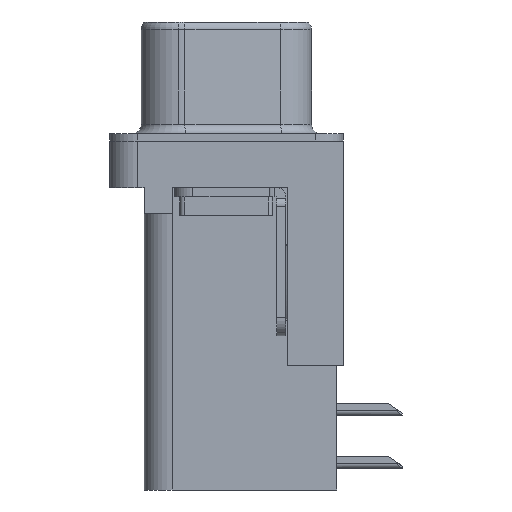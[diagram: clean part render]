
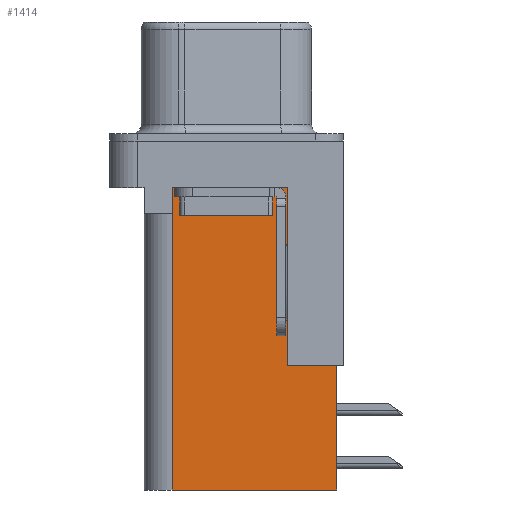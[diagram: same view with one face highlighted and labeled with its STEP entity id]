
A CAD part, left-side view. The second image highlights one B-rep face of the part: STEP entity #1414.
In plain terms, the highlighted planar face has unit normal (-1, 0, 0).
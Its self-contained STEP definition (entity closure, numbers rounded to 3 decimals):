
#372 = LINE ( 'NONE', #17706, #7746 ) ;
#474 = ORIENTED_EDGE ( 'NONE', *, *, #4055, .T. ) ;
#556 = DIRECTION ( 'NONE',  ( 1., 0., 0. ) ) ;
#1212 = LINE ( 'NONE', #17776, #12245 ) ;
#1378 = DIRECTION ( 'NONE',  ( 0., 0., 1. ) ) ;
#1414 = ADVANCED_FACE ( 'NONE', ( #17982 ), #18203, .F. ) ;
#1620 = VERTEX_POINT ( 'NONE', #7455 ) ;
#1733 = ORIENTED_EDGE ( 'NONE', *, *, #3882, .F. ) ;
#1764 = DIRECTION ( 'NONE',  ( 0., 0., -1. ) ) ;
#1778 = CARTESIAN_POINT ( 'NONE',  ( 3.79, 2.895, -3.9 ) ) ;
#1935 = EDGE_CURVE ( 'NONE', #1973, #15588, #1212, .T. ) ;
#1960 = EDGE_CURVE ( 'NONE', #15588, #1620, #8550, .T. ) ;
#1973 = VERTEX_POINT ( 'NONE', #13792 ) ;
#1983 = LINE ( 'NONE', #12738, #8401 ) ;
#2269 = ORIENTED_EDGE ( 'NONE', *, *, #4033, .F. ) ;
#2450 = EDGE_CURVE ( 'NONE', #1620, #6655, #10074, .T. ) ;
#2752 = VERTEX_POINT ( 'NONE', #12055 ) ;
#2755 = DIRECTION ( 'NONE',  ( 0., 1., 0. ) ) ;
#3429 = CARTESIAN_POINT ( 'NONE',  ( 3.79, 2.925, -18.76 ) ) ;
#3829 = DIRECTION ( 'NONE',  ( 0., 0., 1. ) ) ;
#3882 = EDGE_CURVE ( 'NONE', #6019, #6655, #372, .T. ) ;
#4030 = EDGE_CURVE ( 'NONE', #2752, #6019, #5066, .T. ) ;
#4033 = EDGE_CURVE ( 'NONE', #7153, #2752, #1983, .T. ) ;
#4055 = EDGE_CURVE ( 'NONE', #7153, #11835, #14840, .T. ) ;
#4063 = EDGE_CURVE ( 'NONE', #11835, #1973, #7504, .T. ) ;
#4586 = VECTOR ( 'NONE', #2755, 1000. ) ;
#4944 = DIRECTION ( 'NONE',  ( 0., 1., 0. ) ) ;
#5066 = LINE ( 'NONE', #7138, #4586 ) ;
#5216 = VECTOR ( 'NONE', #1764, 1000. ) ;
#6019 = VERTEX_POINT ( 'NONE', #3429 ) ;
#6655 = VERTEX_POINT ( 'NONE', #10964 ) ;
#6780 = DIRECTION ( 'NONE',  ( 0., 1., 0. ) ) ;
#7138 = CARTESIAN_POINT ( 'NONE',  ( 3.79, -3.295, -18.76 ) ) ;
#7153 = VERTEX_POINT ( 'NONE', #13143 ) ;
#7455 = CARTESIAN_POINT ( 'NONE',  ( 3.79, 2.895, -3.9 ) ) ;
#7504 = LINE ( 'NONE', #18233, #14409 ) ;
#7746 = VECTOR ( 'NONE', #3829, 1000. ) ;
#8401 = VECTOR ( 'NONE', #14087, 1000. ) ;
#8550 = LINE ( 'NONE', #1778, #5216 ) ;
#8957 = ORIENTED_EDGE ( 'NONE', *, *, #1960, .T. ) ;
#9018 = CARTESIAN_POINT ( 'NONE',  ( 3.79, -3.295, -18.76 ) ) ;
#9258 = ORIENTED_EDGE ( 'NONE', *, *, #4063, .T. ) ;
#9618 = CARTESIAN_POINT ( 'NONE',  ( 3.79, 2.895, -2.5 ) ) ;
#10074 = LINE ( 'NONE', #11601, #16857 ) ;
#10125 = EDGE_LOOP ( 'NONE', ( #18269, #8957, #15496, #1733, #15622, #2269, #474, #9258 ) ) ;
#10964 = CARTESIAN_POINT ( 'NONE',  ( 3.79, 2.925, -3.9 ) ) ;
#11601 = CARTESIAN_POINT ( 'NONE',  ( 3.79, 0., -3.9 ) ) ;
#11835 = VERTEX_POINT ( 'NONE', #12860 ) ;
#12055 = CARTESIAN_POINT ( 'NONE',  ( 3.79, -5.925, -18.76 ) ) ;
#12106 = VECTOR ( 'NONE', #18119, 1000. ) ;
#12210 = AXIS2_PLACEMENT_3D ( 'NONE', #9018, #556, #6780 ) ;
#12245 = VECTOR ( 'NONE', #13999, 1000. ) ;
#12738 = CARTESIAN_POINT ( 'NONE',  ( 3.79, -5.925, -2. ) ) ;
#12797 = CARTESIAN_POINT ( 'NONE',  ( 3.79, -6.295, -12.05 ) ) ;
#12860 = CARTESIAN_POINT ( 'NONE',  ( 3.79, -3.295, -12.05 ) ) ;
#13143 = CARTESIAN_POINT ( 'NONE',  ( 3.79, -5.925, -12.05 ) ) ;
#13792 = CARTESIAN_POINT ( 'NONE',  ( 3.79, -3.295, -2.5 ) ) ;
#13999 = DIRECTION ( 'NONE',  ( 0., 1., 0. ) ) ;
#14087 = DIRECTION ( 'NONE',  ( 0., 0., -1. ) ) ;
#14409 = VECTOR ( 'NONE', #1378, 1000. ) ;
#14840 = LINE ( 'NONE', #12797, #12106 ) ;
#15496 = ORIENTED_EDGE ( 'NONE', *, *, #2450, .T. ) ;
#15588 = VERTEX_POINT ( 'NONE', #9618 ) ;
#15622 = ORIENTED_EDGE ( 'NONE', *, *, #4030, .F. ) ;
#16857 = VECTOR ( 'NONE', #4944, 1000. ) ;
#17706 = CARTESIAN_POINT ( 'NONE',  ( 3.79, 2.925, -18.76 ) ) ;
#17776 = CARTESIAN_POINT ( 'NONE',  ( 3.79, -3.295, -2.5 ) ) ;
#17982 = FACE_OUTER_BOUND ( 'NONE', #10125, .T. ) ;
#18119 = DIRECTION ( 'NONE',  ( 0., 1., 0. ) ) ;
#18203 = PLANE ( 'NONE',  #12210 ) ;
#18233 = CARTESIAN_POINT ( 'NONE',  ( 3.79, -3.295, -18.76 ) ) ;
#18269 = ORIENTED_EDGE ( 'NONE', *, *, #1935, .T. ) ;
